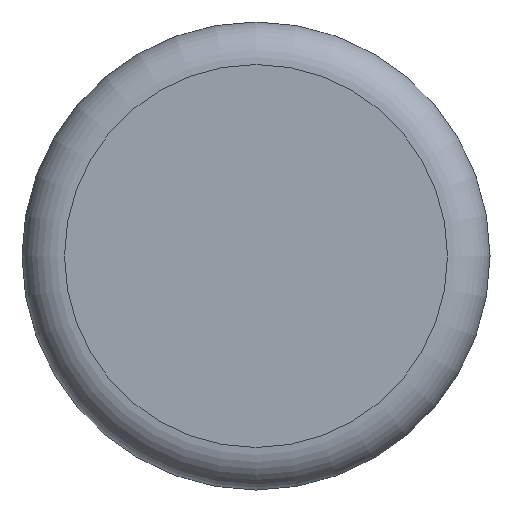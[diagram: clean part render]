
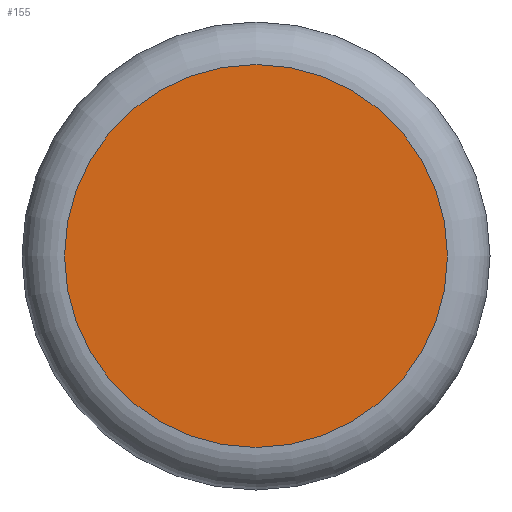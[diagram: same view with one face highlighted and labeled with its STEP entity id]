
A CAD part, left-side view. The second image highlights one B-rep face of the part: STEP entity #155.
In plain terms, the highlighted planar face has unit normal (-1, 0, 0).
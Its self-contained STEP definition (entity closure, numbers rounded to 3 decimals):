
#18=PLANE('',#190);
#23=FACE_OUTER_BOUND('',#32,.T.);
#32=EDGE_LOOP('',(#115));
#56=CIRCLE('',#191,0.9);
#74=VERTEX_POINT('',#293);
#91=EDGE_CURVE('',#74,#74,#56,.F.);
#115=ORIENTED_EDGE('',*,*,#91,.T.);
#155=ADVANCED_FACE('',(#23),#18,.F.);
#190=AXIS2_PLACEMENT_3D('',#292,#237,#238);
#191=AXIS2_PLACEMENT_3D('',#294,#239,#240);
#237=DIRECTION('center_axis',(1.,0.,0.));
#238=DIRECTION('ref_axis',(0.,0.,-1.));
#239=DIRECTION('center_axis',(1.,0.,0.));
#240=DIRECTION('ref_axis',(0.,1.,0.));
#292=CARTESIAN_POINT('Origin',(-2.9,1.2,0.));
#293=CARTESIAN_POINT('',(-2.9,0.1,0.9));
#294=CARTESIAN_POINT('Origin',(-2.9,0.1,0.));
